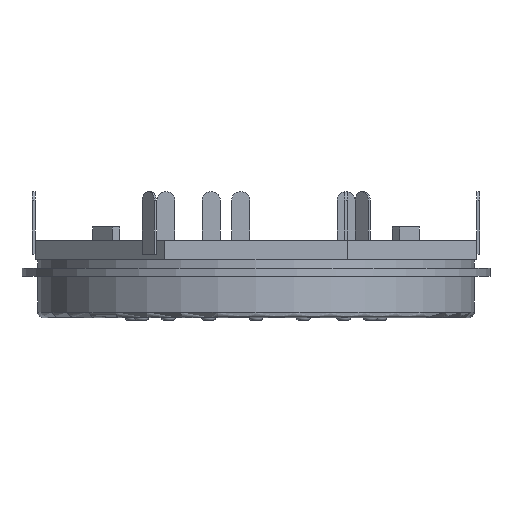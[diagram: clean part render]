
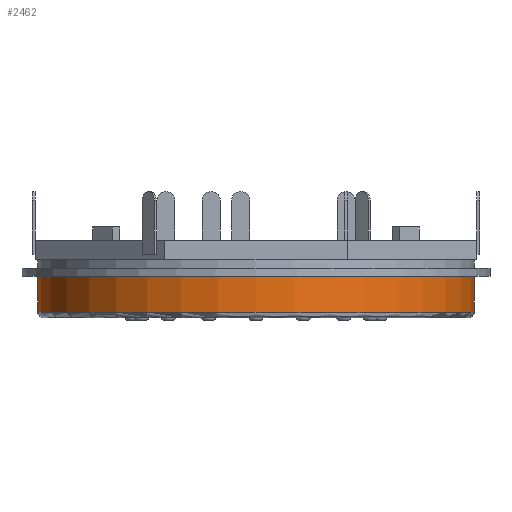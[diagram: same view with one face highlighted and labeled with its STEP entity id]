
A CAD part, front view. The second image highlights one B-rep face of the part: STEP entity #2462.
In plain terms, the highlighted cylindrical face has radius 15.85 mm (diameter 31.7 mm), a full revolution.
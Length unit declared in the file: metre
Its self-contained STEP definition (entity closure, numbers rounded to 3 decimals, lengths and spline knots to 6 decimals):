
#527=CYLINDRICAL_SURFACE('',#2863,0.01585);
#1074=ORIENTED_EDGE('',*,*,#1407,.F.);
#1075=ORIENTED_EDGE('',*,*,#1423,.F.);
#1407=EDGE_CURVE('',#1638,#1638,#1731,.T.);
#1423=EDGE_CURVE('',#1654,#1654,#1733,.T.);
#1638=VERTEX_POINT('',#4223);
#1654=VERTEX_POINT('',#4310);
#1731=CIRCLE('',#2859,0.01585);
#1733=CIRCLE('',#2864,0.01585);
#1940=EDGE_LOOP('',(#1074));
#1941=EDGE_LOOP('',(#1075));
#2164=FACE_BOUND('',#1940,.T.);
#2165=FACE_BOUND('',#1941,.T.);
#2462=ADVANCED_FACE('',(#2164,#2165),#527,.T.);
#2859=AXIS2_PLACEMENT_3D('',#4222,#3534,#3535);
#2863=AXIS2_PLACEMENT_3D('',#4308,#3542,#3543);
#2864=AXIS2_PLACEMENT_3D('',#4309,#3544,#3545);
#3534=DIRECTION('',(0.,0.,1.));
#3535=DIRECTION('',(1.,0.,0.));
#3542=DIRECTION('',(0.,0.,-1.));
#3543=DIRECTION('',(1.,0.,0.));
#3544=DIRECTION('',(0.,0.,-1.));
#3545=DIRECTION('',(1.,0.,0.));
#4222=CARTESIAN_POINT('',(0.,0.,-0.0026));
#4223=CARTESIAN_POINT('',(0.01585,0.,-0.0026));
#4308=CARTESIAN_POINT('',(0.,0.,-0.0026));
#4309=CARTESIAN_POINT('',(0.,0.,-0.0052));
#4310=CARTESIAN_POINT('',(0.01585,0.,-0.0052));
